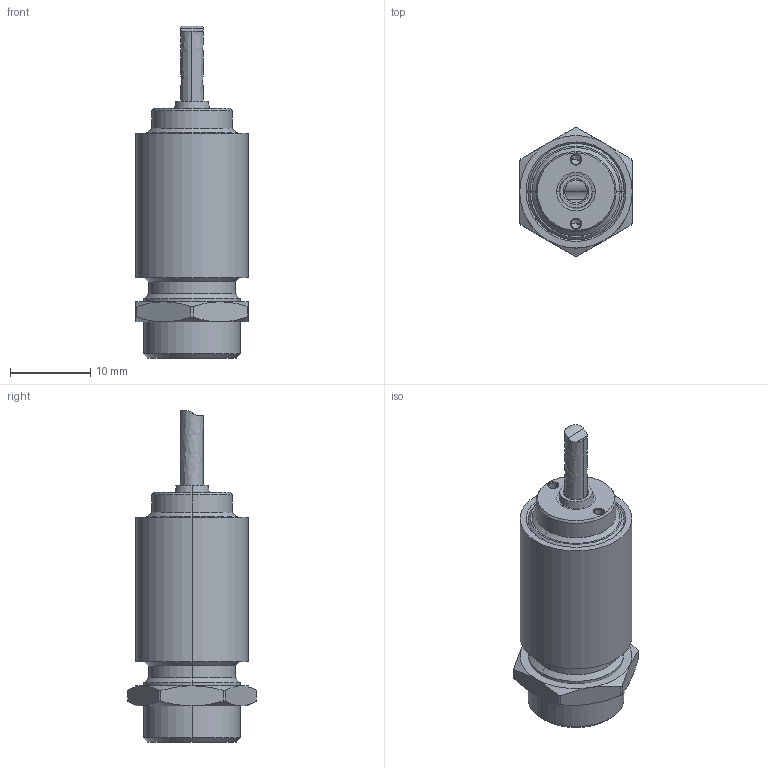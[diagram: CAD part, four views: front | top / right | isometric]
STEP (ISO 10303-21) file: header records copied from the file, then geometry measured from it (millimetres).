
FILE_DESCRIPTION (( 'STEP AP214' ), '1' );
FILE_NAME ('9C003-8 Messkopf20.STEP', '2006-09-13T13:54:38', ( 'ab' ), ( '' ), 'SwSTEP 2.0', 'SolidWorks 2006104', '' );
FILE_SCHEMA (( 'AUTOMOTIVE_DESIGN' ));
Length unit declared in the file: millimetre
Products named in the file (8): 1C015 Endkappe_Schraubkappe PTFE-Kabel; 1C010SI-Linse; 1C014 Dichtring-A_Dichtring PTFE-Kabel; 1C016 Frontdichtring_FDR-A1; 1C004 Gehäuserohr; Mutter M15x1_M12x1; 9C003-8 Messkopf20; T009 Kabel_PTFE-Kabel
Assembly tree (7 placements, depth 2):
  9C003-8 Messkopf20
    Mutter M15x1_M12x1
    1C014 Dichtring-A_Dichtring PTFE-Kabel
    1C004 Gehäuserohr
    1C010SI-Linse
    1C015 Endkappe_Schraubkappe PTFE-Kabel
    T009 Kabel_PTFE-Kabel
    1C016 Frontdichtring_FDR-A1
Bounding box: 14 x 16 x 41.35 mm (x, y, z)
Volume: 1957.3 mm3; surface area: 4155.8 mm2
Topology: 7 solids, 7 shells, 179 faces, 372 edges, 211 vertices
Faces by surface type: cone 70, cylinder 55, torus 26, plane 24, sphere 2, bspline 2
Entity records: 5163 total; most frequent: CARTESIAN_POINT 990, DIRECTION 928, ORIENTED_EDGE 736, AXIS2_PLACEMENT_3D 405, EDGE_CURVE 368, CIRCLE 218, VERTEX_POINT 211, EDGE_LOOP 197
